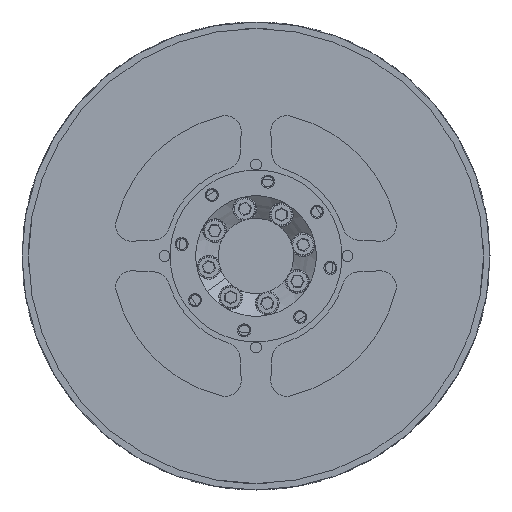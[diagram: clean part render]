
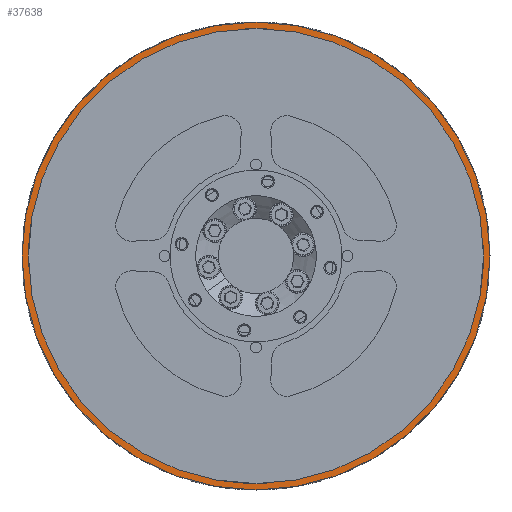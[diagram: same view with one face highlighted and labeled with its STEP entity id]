
A CAD part, left-side view. The second image highlights one B-rep face of the part: STEP entity #37638.
In plain terms, the highlighted planar face has unit normal (-1, 0, 0).
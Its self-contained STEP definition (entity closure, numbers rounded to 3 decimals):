
#934 = EDGE_CURVE ( 'NONE', #25811, #16543, #7844, .T. ) ;
#3187 = VERTEX_POINT ( 'NONE', #45828 ) ;
#4838 = DIRECTION ( 'NONE',  ( 1., 0., 0. ) ) ;
#5609 = PLANE ( 'NONE',  #42751 ) ;
#6160 = ORIENTED_EDGE ( 'NONE', *, *, #934, .T. ) ;
#6422 = ORIENTED_EDGE ( 'NONE', *, *, #25088, .F. ) ;
#7122 = EDGE_LOOP ( 'NONE', ( #23981, #6160 ) ) ;
#7207 = CARTESIAN_POINT ( 'NONE',  ( -72.638, 1.834, 0. ) ) ;
#7844 = CIRCLE ( 'NONE', #41191, 105.75 ) ;
#9230 = DIRECTION ( 'NONE',  ( -1., 0., 0. ) ) ;
#10180 = CARTESIAN_POINT ( 'NONE',  ( -72.638, 1.834, 105.75 ) ) ;
#10795 = DIRECTION ( 'NONE',  ( 0., 0., -1. ) ) ;
#11379 = DIRECTION ( 'NONE',  ( 1., 0., 0. ) ) ;
#12203 = FACE_OUTER_BOUND ( 'NONE', #34515, .T. ) ;
#13535 = AXIS2_PLACEMENT_3D ( 'NONE', #32629, #11379, #36221 ) ;
#16212 = CIRCLE ( 'NONE', #43012, 108.75 ) ;
#16259 = CARTESIAN_POINT ( 'NONE',  ( -72.638, 110.584, 0. ) ) ;
#16334 = CARTESIAN_POINT ( 'NONE',  ( -72.638, 1.834, 108.75 ) ) ;
#16543 = VERTEX_POINT ( 'NONE', #22510 ) ;
#17427 = ORIENTED_EDGE ( 'NONE', *, *, #43262, .F. ) ;
#20054 = CARTESIAN_POINT ( 'NONE',  ( -72.638, 1.834, 0. ) ) ;
#20748 = VERTEX_POINT ( 'NONE', #16334 ) ;
#21676 = FACE_BOUND ( 'NONE', #7122, .T. ) ;
#22510 = CARTESIAN_POINT ( 'NONE',  ( -72.638, 1.834, -105.75 ) ) ;
#23644 = DIRECTION ( 'NONE',  ( 0., 0., -1. ) ) ;
#23981 = ORIENTED_EDGE ( 'NONE', *, *, #28967, .T. ) ;
#25088 = EDGE_CURVE ( 'NONE', #20748, #3187, #16212, .T. ) ;
#25811 = VERTEX_POINT ( 'NONE', #10180 ) ;
#26164 = CARTESIAN_POINT ( 'NONE',  ( -72.638, 1.834, 0. ) ) ;
#26181 = AXIS2_PLACEMENT_3D ( 'NONE', #20054, #44835, #23644 ) ;
#28967 = EDGE_CURVE ( 'NONE', #16543, #25811, #43004, .T. ) ;
#29731 = DIRECTION ( 'NONE',  ( 0., 0., -1. ) ) ;
#32048 = DIRECTION ( 'NONE',  ( 1., 0., 0. ) ) ;
#32629 = CARTESIAN_POINT ( 'NONE',  ( -72.638, 1.834, 0. ) ) ;
#34073 = DIRECTION ( 'NONE',  ( 0., 0., 1. ) ) ;
#34515 = EDGE_LOOP ( 'NONE', ( #17427, #6422 ) ) ;
#36221 = DIRECTION ( 'NONE',  ( 0., 0., -1. ) ) ;
#36294 = CIRCLE ( 'NONE', #13535, 108.75 ) ;
#37638 = ADVANCED_FACE ( 'NONE', ( #21676, #12203 ), #5609, .T. ) ;
#41191 = AXIS2_PLACEMENT_3D ( 'NONE', #7207, #32048, #10795 ) ;
#42751 = AXIS2_PLACEMENT_3D ( 'NONE', #16259, #9230, #34073 ) ;
#43004 = CIRCLE ( 'NONE', #26181, 105.75 ) ;
#43012 = AXIS2_PLACEMENT_3D ( 'NONE', #26164, #4838, #29731 ) ;
#43262 = EDGE_CURVE ( 'NONE', #3187, #20748, #36294, .T. ) ;
#44835 = DIRECTION ( 'NONE',  ( 1., 0., 0. ) ) ;
#45828 = CARTESIAN_POINT ( 'NONE',  ( -72.638, 1.834, -108.75 ) ) ;
